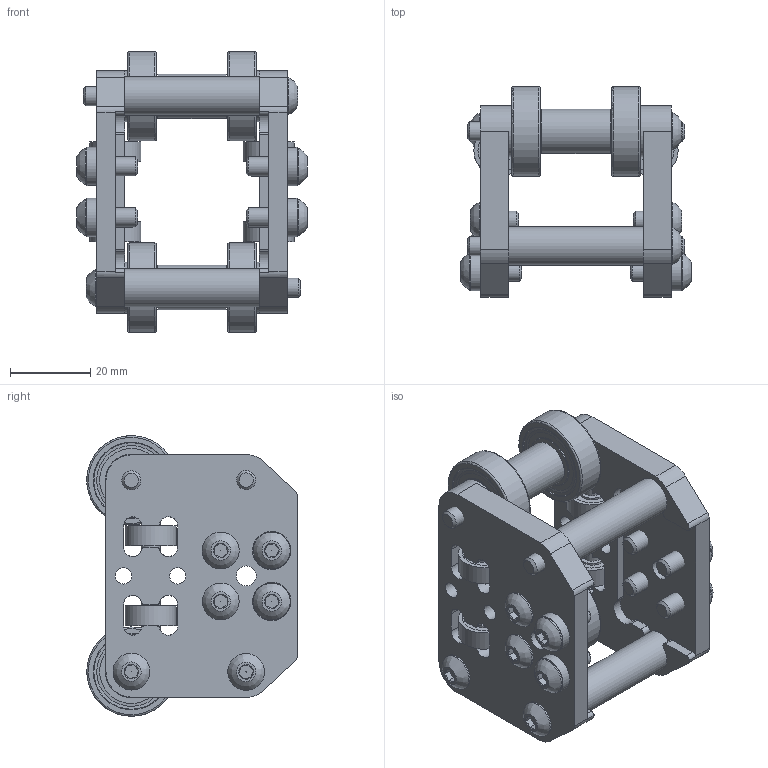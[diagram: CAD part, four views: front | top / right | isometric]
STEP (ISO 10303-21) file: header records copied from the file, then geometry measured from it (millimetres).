
FILE_DESCRIPTION(/* description */ (''),/* implementation_level */ '2;1');
FILE_NAME(/* name */ 'Telescoping elevator_p1.stp',/* time_stamp */ '2022-03-01T07:44:26-06:00',/* author */ ('tagaz'),/* organization */ (''),/* preprocessor_version */ 'ST-DEVELOPER v18.1',/* originating_system */ 'Autodesk Inventor 2022',/* authorisation */ '');
FILE_SCHEMA (('AUTOMOTIVE_DESIGN { 1 0 10303 214 3 1 1 }'));
Length unit declared in the file: inch
Products named in the file (1): Telescoping elevator
Bounding box: 57.42 x 52.39 x 69.84 mm (x, y, z)
Volume: 54488.5 mm3; surface area: 41901.1 mm2
Topology: 34 solids, 34 shells, 674 faces, 1444 edges, 896 vertices
Faces by surface type: plane 270, cylinder 232, cone 116, torus 44, bspline 12
Full cylindrical faces by diameter (mm): 4.039 x16, 4.737 x2, 4.75 x12, 4.762 x4, 4.978 x10, 5.105 x4, 6.762 x8, 9.169 x12, 9.5 x4, 9.525 x4, 9.526 x4, 9.55 x4, 9.601 x4, 9.652 x2, 10.7 x8, 11.112 x2, 12.7 x8, 13 x8, 18.7 x8, 22.226 x4
Entity records: 22883 total; most frequent: CARTESIAN_POINT 7779, DIRECTION 3374, ORIENTED_EDGE 2864, EDGE_CURVE 1432, AXIS2_PLACEMENT_3D 1387, VERTEX_POINT 896, EDGE_LOOP 832, CIRCLE 724
